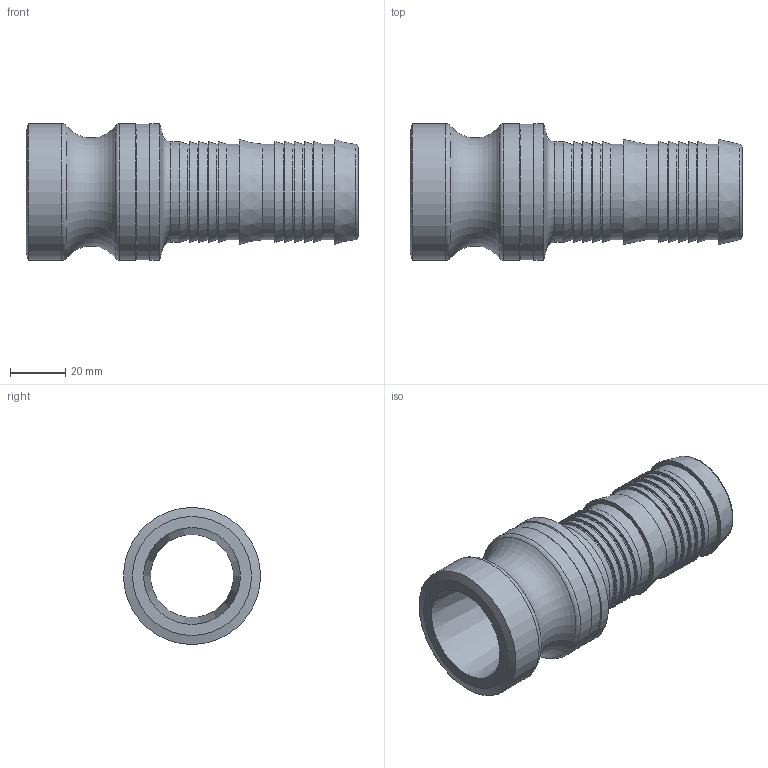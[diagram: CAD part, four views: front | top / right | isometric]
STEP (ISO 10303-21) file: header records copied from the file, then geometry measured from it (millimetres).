
FILE_DESCRIPTION(/* description */ ('SCHLAUCHSTECKER'),/* implementation_level */ '2;1');
FILE_NAME(/* name */ 'vst_35_n.stp',/* time_stamp */ '2020-04-16T06:09:16+02:00',/* author */ ('ertl'),/* organization */ (''),/* preprocessor_version */ 'ST-DEVELOPER v17',/* originating_system */ 'Autodesk Inventor 2018',/* authorisation */ '66237,14 mm^3');
FILE_SCHEMA (('AUTOMOTIVE_DESIGN { 1 0 10303 214 3 1 1 }'));
Length unit declared in the file: millimetre
Products named in the file (1): 20051008B0000054-AA
Bounding box: 120 x 49.5 x 49.5 mm (x, y, z)
Volume: 66053.8 mm3; surface area: 30362.7 mm2
Topology: 1 solids, 1 shells, 53 faces, 150 edges, 110 vertices
Faces by surface type: cone 18, cylinder 17, plane 13, torus 5
Full cylindrical faces by diameter (mm): 30 x1, 34.5 x11, 36.5 x1, 49 x1, 49.5 x3
Entity records: 1942 total; most frequent: DIRECTION 373, CARTESIAN_POINT 314, ORIENTED_EDGE 300, AXIS2_PLACEMENT_3D 169, EDGE_CURVE 150, CIRCLE 115, VERTEX_POINT 110, EDGE_LOOP 66
